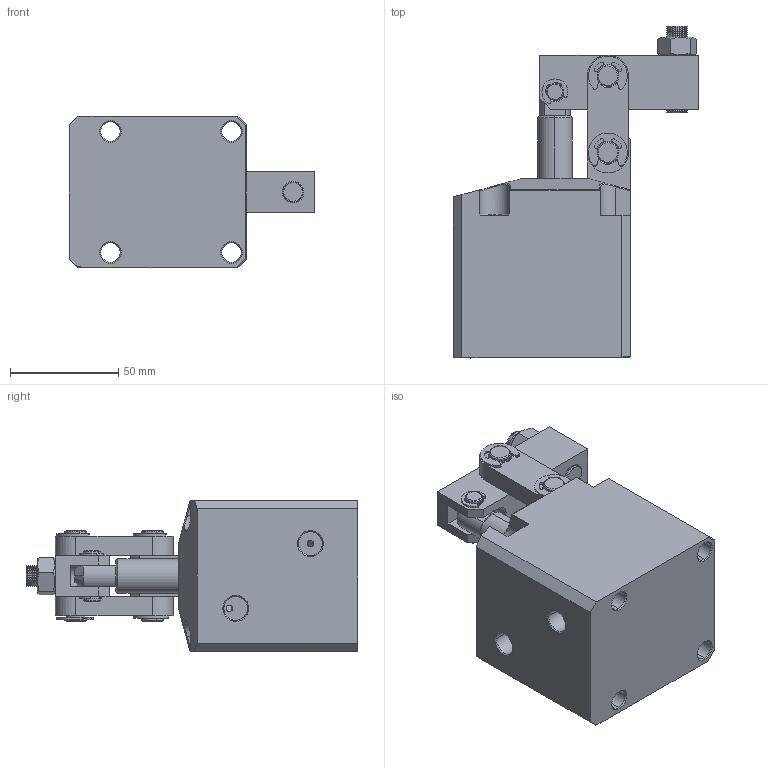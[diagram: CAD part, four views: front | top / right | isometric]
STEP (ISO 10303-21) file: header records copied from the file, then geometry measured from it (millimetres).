
FILE_DESCRIPTION (( 'STEP AP214' ), '1' );
FILE_NAME ('CBLU-45杠杆式油压缸三维图.STEP', '2019-05-06T09:16:13', ( '' ), ( '' ), 'SwSTEP 2.0', 'SolidWorks 2016', '' );
FILE_SCHEMA (( 'AUTOMOTIVE_DESIGN' ));
Length unit declared in the file: millimetre
Products named in the file (11): 蹟邡M10; 蹟譫; 湮諶; 苤粟; 酗种粣; 傻种粣; 45揤啣; 錨璃3_1_1; 蟀裝; 45C掛极_1_1_1; CBLU-45杠杆式油压缸三维图
Assembly tree (16 placements, depth 2):
  CBLU-45杠杆式油压缸三维图
    45C掛极_1_1_1
    蟀裝  x2
    錨璃3_1_1
    45揤啣
    傻种粣
    酗种粣  x2
    苤粟  x2
    湮諶  x4
    蹟譫
    蹟邡M10
Bounding box: 113.5 x 153.5 x 70 mm (x, y, z)
Volume: 454971.4 mm3; surface area: 87073.1 mm2
Topology: 16 solids, 16 shells, 680 faces, 1606 edges, 976 vertices
Faces by surface type: cylinder 261, cone 250, plane 160, bspline 9
Entity records: 17174 total; most frequent: CARTESIAN_POINT 3831, DIRECTION 2923, ORIENTED_EDGE 2558, EDGE_CURVE 1279, AXIS2_PLACEMENT_3D 1140, VERTEX_POINT 762, LINE 643, VECTOR 643
